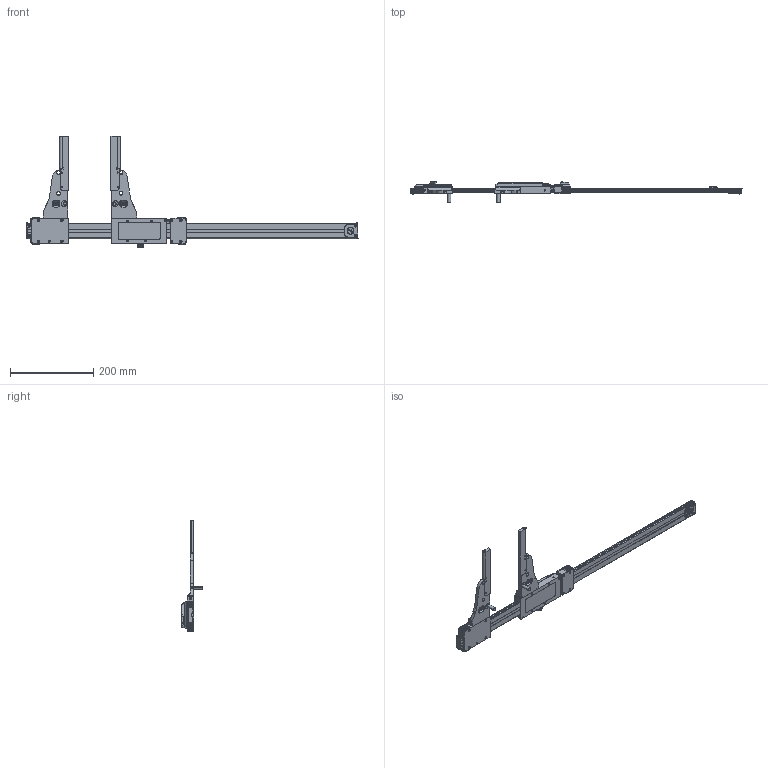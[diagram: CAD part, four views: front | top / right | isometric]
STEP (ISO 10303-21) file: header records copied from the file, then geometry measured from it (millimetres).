
FILE_DESCRIPTION((''),'2;1');
FILE_NAME('PM279_003_057_SW0001','2015-03-03T',('mtr'),('Sylvac SA'),'PRO/ENGINEER BY PARAMETRIC TECHNOLOGY CORPORATION, 2009380','PRO/ENGINEER BY PARAMETRIC TECHNOLOGY CORPORATION, 2009380','');
FILE_SCHEMA(('CONFIG_CONTROL_DESIGN'));
Length unit declared in the file: millimetre
Products named in the file (1): PM279_003_057_SW0001
Bounding box: 796 x 51.5 x 267.94 mm (x, y, z)
Surface area: 176195.6 mm2 (no closed solid volume)
Topology: 0 solids, 145 shells, 1001 faces, 4139 edges, 3187 vertices
Faces by surface type: plane 376, cone 277, cylinder 228, torus 60, bspline 34, sphere 26
Entity records: 51298 total; most frequent: CARTESIAN_POINT 19008, DIRECTION 6511, ORIENTED_EDGE 5820, EDGE_CURVE 4120, VERTEX_POINT 3186, AXIS2_PLACEMENT_3D 2435, VECTOR 1641, LINE 1641
